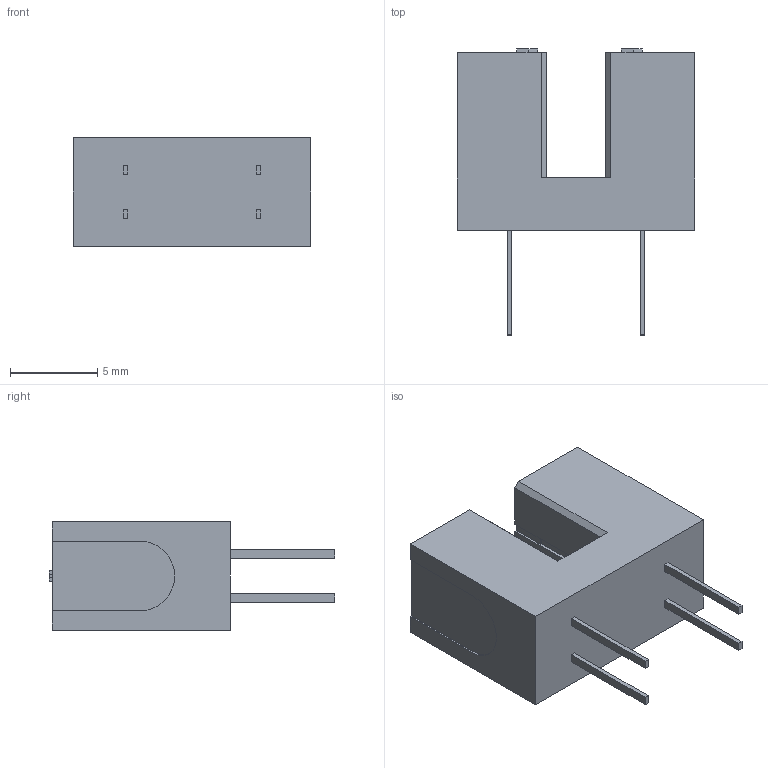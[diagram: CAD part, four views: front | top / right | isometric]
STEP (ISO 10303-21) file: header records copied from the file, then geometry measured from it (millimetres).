
FILE_DESCRIPTION (( 'STEP AP203' ), '1' );
FILE_NAME ('EE_SX1071.step', '2015-01-29T09:11:23', ( 'OSMC1.0 ' ), ( ' ' ), 'SwSTEP 2.0', 'SolidWorks 2002025', '' );
FILE_SCHEMA (( 'CONFIG_CONTROL_DESIGN' ));
Length unit declared in the file: millimetre
Products named in the file (1): EE_SX1071
Bounding box: 13.6 x 16.4 x 6.2 mm (x, y, z)
Volume: 703.3 mm3; surface area: 654.1 mm2
Topology: 1 solids, 1 shells, 72 faces, 193 edges, 128 vertices
Faces by surface type: plane 70, cylinder 2
Entity records: 2282 total; most frequent: CARTESIAN_POINT 394, ORIENTED_EDGE 386, DIRECTION 343, EDGE_CURVE 193, LINE 189, VECTOR 189, VERTEX_POINT 128, EDGE_LOOP 77
